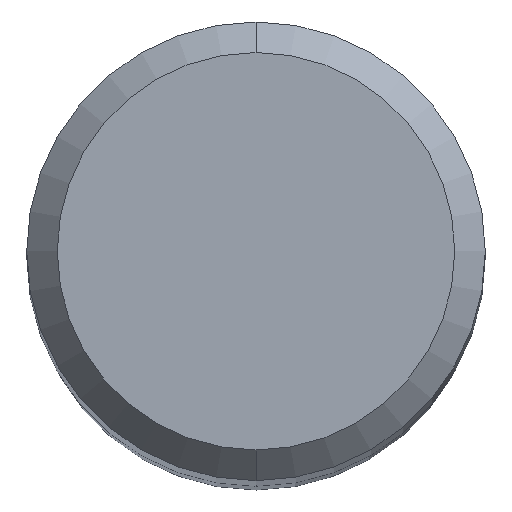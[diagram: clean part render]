
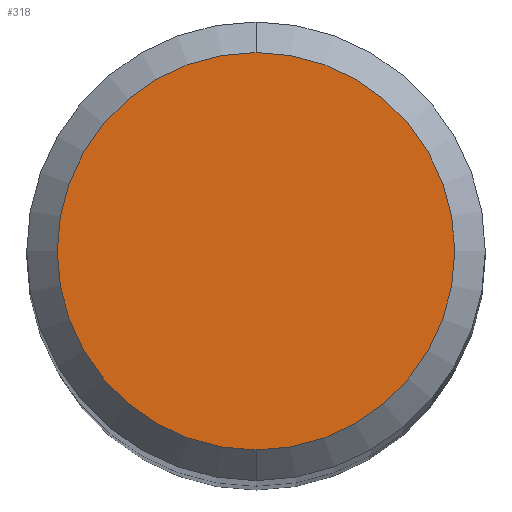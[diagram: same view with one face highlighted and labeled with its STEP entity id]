
A CAD part, top view. The second image highlights one B-rep face of the part: STEP entity #318.
In plain terms, the highlighted planar face has unit normal (0, 0, 1).
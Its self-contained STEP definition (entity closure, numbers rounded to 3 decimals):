
#250=VERTEX_POINT('',#557);
#288=EDGE_CURVE('',#312,#250,#600,.T.);
#312=VERTEX_POINT('',#628);
#318=ADVANCED_FACE('',(#634),#635,.T.);
#362=EDGE_CURVE('',#250,#312,#684,.T.);
#557=CARTESIAN_POINT('',(0.,-2.6,0.0));
#600=CIRCLE('',#1078,2.6);
#628=CARTESIAN_POINT('',(0.0,2.6,0.0));
#634=FACE_OUTER_BOUND('',#1146,.T.);
#635=PLANE('',#1147);
#684=CIRCLE('',#1216,2.6);
#1078=AXIS2_PLACEMENT_3D('',#1539,#1540,#1541);
#1146=EDGE_LOOP('',(#1578,#1579));
#1147=AXIS2_PLACEMENT_3D('',#1580,#1581,#1582);
#1216=AXIS2_PLACEMENT_3D('',#1647,#1648,#1649);
#1539=CARTESIAN_POINT('',(0.0,0.0,0.0));
#1540=DIRECTION('',(0.0,0.0,-1.0));
#1541=DIRECTION('',(0.0,1.0,0.0));
#1578=ORIENTED_EDGE('',*,*,#288,.F.);
#1579=ORIENTED_EDGE('',*,*,#362,.F.);
#1580=CARTESIAN_POINT('',(0.0,1.3,0.0));
#1581=DIRECTION('',(-0.0,0.0,1.0));
#1582=DIRECTION('',(0.0,-1.0,0.0));
#1647=CARTESIAN_POINT('',(0.0,0.0,0.0));
#1648=DIRECTION('',(0.0,0.0,-1.0));
#1649=DIRECTION('',(0.0,1.0,0.0));
